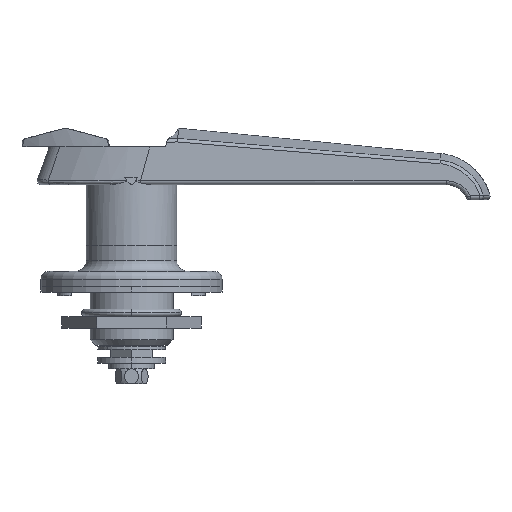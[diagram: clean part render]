
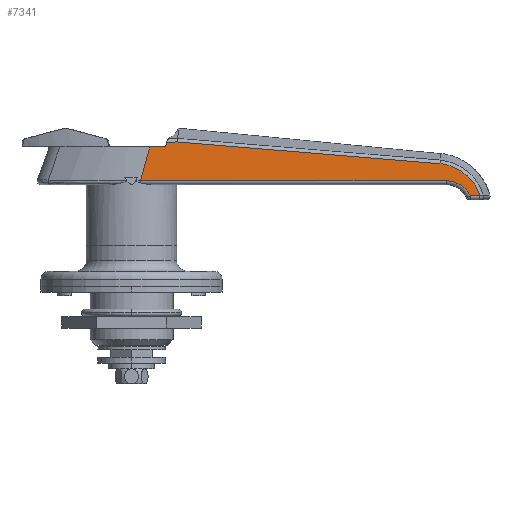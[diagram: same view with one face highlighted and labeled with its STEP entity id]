
A CAD part, left-side view. The second image highlights one B-rep face of the part: STEP entity #7341.
In plain terms, the highlighted planar face has unit normal (-0.998, -0.054, 0.026).
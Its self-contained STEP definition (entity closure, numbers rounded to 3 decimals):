
#55 = CARTESIAN_POINT ( 'NONE',  ( -7.275, -85.772, 4.481 ) ) ;
#149 = CARTESIAN_POINT ( 'NONE',  ( -11.9, -2.371, 1.026 ) ) ;
#264 = EDGE_CURVE ( 'NONE', #1818, #1198, #9157, .T. ) ;
#480 = CARTESIAN_POINT ( 'NONE',  ( -7.467, -81.724, 5.568 ) ) ;
#517 = VERTEX_POINT ( 'NONE', #149 ) ;
#535 = DIRECTION ( 'NONE',  ( -0.052, 0.995, 0.082 ) ) ;
#597 = CARTESIAN_POINT ( 'NONE',  ( -7.467, -81.724, 5.568 ) ) ;
#721 = CARTESIAN_POINT ( 'NONE',  ( -7.35, -84.082, 5.13 ) ) ;
#724 = FACE_OUTER_BOUND ( 'NONE', #5299, .T. ) ;
#730 = EDGE_CURVE ( 'NONE', #517, #3246, #8346, .T. ) ;
#765 = CARTESIAN_POINT ( 'NONE',  ( -7.15, -89.232, 2.11 ) ) ;
#964 = EDGE_CURVE ( 'NONE', #3246, #8477, #4663, .T. ) ;
#1035 = ORIENTED_EDGE ( 'NONE', *, *, #730, .T. ) ;
#1198 = VERTEX_POINT ( 'NONE', #2616 ) ;
#1335 = EDGE_CURVE ( 'NONE', #4881, #5626, #4277, .T. ) ;
#1378 = CARTESIAN_POINT ( 'NONE',  ( -7.116, -92.305, -2.974 ) ) ;
#1435 = CARTESIAN_POINT ( 'NONE',  ( -11.304, -9.007, 10. ) ) ;
#1665 = LINE ( 'NONE', #4695, #9088 ) ;
#1732 = PLANE ( 'NONE',  #5706 ) ;
#1744 = CARTESIAN_POINT ( 'NONE',  ( -11.254, -9.308, 11.278 ) ) ;
#1818 = VERTEX_POINT ( 'NONE', #1435 ) ;
#2281 = B_SPLINE_CURVE_WITH_KNOTS ( 'NONE', 3,
 ( #7737, #2419, #6378, #2320 ),
 .UNSPECIFIED., .F., .F.,
 ( 4, 4 ),
 ( 0., 0.001 ),
 .UNSPECIFIED. ) ;
#2292 = CARTESIAN_POINT ( 'NONE',  ( -7.116, -92.305, -2.974 ) ) ;
#2320 = CARTESIAN_POINT ( 'NONE',  ( -11.304, -9.007, 10. ) ) ;
#2343 = CARTESIAN_POINT ( 'NONE',  ( -7.436, -82.327, 5.515 ) ) ;
#2373 = B_SPLINE_CURVE_WITH_KNOTS ( 'NONE', 3,
 ( #2292, #6140, #5369, #3001, #4650, #7423, #5897, #3094, #6944, #9937, #765, #4368, #9213, #6193, #4551, #8981, #55, #7655, #721, #9267, #2343, #480 ),
 .UNSPECIFIED., .F., .F.,
 ( 4, 2, 2, 2, 2, 2, 2, 2, 2, 2, 4 ),
 ( 0., 0.002, 0.003, 0.004, 0.005, 0.006, 0.007, 0.009, 0.011, 0.013, 0.014 ),
 .UNSPECIFIED. ) ;
#2419 = CARTESIAN_POINT ( 'NONE',  ( -11.271, -9.208, 10.852 ) ) ;
#2448 = ORIENTED_EDGE ( 'NONE', *, *, #964, .T. ) ;
#2616 = CARTESIAN_POINT ( 'NONE',  ( -11.532, -4.819, 10. ) ) ;
#2702 = ORIENTED_EDGE ( 'NONE', *, *, #264, .T. ) ;
#3001 = CARTESIAN_POINT ( 'NONE',  ( -7.104, -91.57, -1.006 ) ) ;
#3094 = CARTESIAN_POINT ( 'NONE',  ( -7.118, -90.451, 0.784 ) ) ;
#3210 = VERTEX_POINT ( 'NONE', #1378 ) ;
#3246 = VERTEX_POINT ( 'NONE', #7857 ) ;
#3637 = EDGE_CURVE ( 'NONE', #5626, #9161, #4484, .T. ) ;
#3726 = DIRECTION ( 'NONE',  ( 0.054, -0.999, 0. ) ) ;
#3797 = DIRECTION ( 'NONE',  ( 0.998, 0.054, -0.026 ) ) ;
#3871 = EDGE_CURVE ( 'NONE', #9161, #1818, #2281, .T. ) ;
#3908 = ORIENTED_EDGE ( 'NONE', *, *, #1335, .T. ) ;
#3984 = ORIENTED_EDGE ( 'NONE', *, *, #5692, .T. ) ;
#4127 = EDGE_CURVE ( 'NONE', #517, #1198, #6198, .T. ) ;
#4277 = LINE ( 'NONE', #8986, #6485 ) ;
#4368 = CARTESIAN_POINT ( 'NONE',  ( -7.163, -88.785, 2.516 ) ) ;
#4484 = LINE ( 'NONE', #9861, #5368 ) ;
#4551 = CARTESIAN_POINT ( 'NONE',  ( -7.213, -87.345, 3.608 ) ) ;
#4650 = CARTESIAN_POINT ( 'NONE',  ( -7.105, -91.432, -0.74 ) ) ;
#4663 =( BOUNDED_CURVE ( )  B_SPLINE_CURVE ( 3, ( #7689, #5503, #6230, #5555 ),
 .UNSPECIFIED., .F., .F. ) 
 B_SPLINE_CURVE_WITH_KNOTS ( ( 4, 4 ),
 ( 2.02, 3.148 ),
 .UNSPECIFIED. ) 
 CURVE ( )  GEOMETRIC_REPRESENTATION_ITEM ( )  RATIONAL_B_SPLINE_CURVE ( ( 1., 0.897, 0.897, 1. ) ) 
 REPRESENTATION_ITEM ( '' )  );
#4695 = CARTESIAN_POINT ( 'NONE',  ( -6.697, -100.004, -2.974 ) ) ;
#4836 = VECTOR ( 'NONE', #9009, 1000. ) ;
#4881 = VERTEX_POINT ( 'NONE', #597 ) ;
#5037 = EDGE_CURVE ( 'NONE', #8477, #3210, #1665, .T. ) ;
#5299 = EDGE_LOOP ( 'NONE', ( #7762, #7638, #2702, #8537, #1035, #2448, #9168, #3984, #3908 ) ) ;
#5368 = VECTOR ( 'NONE', #9140, 1000. ) ;
#5369 = CARTESIAN_POINT ( 'NONE',  ( -7.105, -91.949, -1.821 ) ) ;
#5425 = DIRECTION ( 'NONE',  ( 0.04, -0.263, 0.964 ) ) ;
#5503 = CARTESIAN_POINT ( 'NONE',  ( -7.344, -86.179, 1.026 ) ) ;
#5555 = CARTESIAN_POINT ( 'NONE',  ( -7.256, -89.722, -2.974 ) ) ;
#5626 = VERTEX_POINT ( 'NONE', #7181 ) ;
#5692 = EDGE_CURVE ( 'NONE', #3210, #4881, #2373, .T. ) ;
#5706 = AXIS2_PLACEMENT_3D ( 'NONE', #9272, #3797, #9323 ) ;
#5897 = CARTESIAN_POINT ( 'NONE',  ( -7.109, -90.969, 0.038 ) ) ;
#6140 = CARTESIAN_POINT ( 'NONE',  ( -7.109, -92.154, -2.385 ) ) ;
#6193 = CARTESIAN_POINT ( 'NONE',  ( -7.195, -87.841, 3.271 ) ) ;
#6198 = LINE ( 'NONE', #9325, #7326 ) ;
#6230 = CARTESIAN_POINT ( 'NONE',  ( -7.255, -88.53, -0.461 ) ) ;
#6253 = CARTESIAN_POINT ( 'NONE',  ( -7.256, -89.722, -2.974 ) ) ;
#6378 = CARTESIAN_POINT ( 'NONE',  ( -11.288, -9.108, 10.426 ) ) ;
#6485 = VECTOR ( 'NONE', #535, 1000. ) ;
#6680 = CARTESIAN_POINT ( 'NONE',  ( -7.498, -83.342, 1.026 ) ) ;
#6944 = CARTESIAN_POINT ( 'NONE',  ( -7.127, -90.069, 1.248 ) ) ;
#7181 = CARTESIAN_POINT ( 'NONE',  ( -11.092, -12.275, 11.322 ) ) ;
#7326 = VECTOR ( 'NONE', #5425, 1000. ) ;
#7341 = ADVANCED_FACE ( 'NONE', ( #724 ), #1732, .F. ) ;
#7423 = CARTESIAN_POINT ( 'NONE',  ( -7.107, -91.132, -0.218 ) ) ;
#7444 = VECTOR ( 'NONE', #3726, 1000. ) ;
#7638 = ORIENTED_EDGE ( 'NONE', *, *, #3871, .T. ) ;
#7655 = CARTESIAN_POINT ( 'NONE',  ( -7.324, -84.653, 4.942 ) ) ;
#7689 = CARTESIAN_POINT ( 'NONE',  ( -7.495, -83.397, 1.026 ) ) ;
#7737 = CARTESIAN_POINT ( 'NONE',  ( -11.254, -9.308, 11.278 ) ) ;
#7762 = ORIENTED_EDGE ( 'NONE', *, *, #3637, .T. ) ;
#7795 = DIRECTION ( 'NONE',  ( 0.054, -0.999, 0. ) ) ;
#7857 = CARTESIAN_POINT ( 'NONE',  ( -7.495, -83.397, 1.026 ) ) ;
#8346 = LINE ( 'NONE', #6680, #7444 ) ;
#8477 = VERTEX_POINT ( 'NONE', #6253 ) ;
#8537 = ORIENTED_EDGE ( 'NONE', *, *, #4127, .F. ) ;
#8981 = CARTESIAN_POINT ( 'NONE',  ( -7.253, -86.311, 4.213 ) ) ;
#8986 = CARTESIAN_POINT ( 'NONE',  ( -6.496, -100.327, 4.027 ) ) ;
#9009 = DIRECTION ( 'NONE',  ( -0.054, 0.999, 0. ) ) ;
#9056 = CARTESIAN_POINT ( 'NONE',  ( -6.358, -99.986, 10. ) ) ;
#9088 = VECTOR ( 'NONE', #7795, 1000. ) ;
#9140 = DIRECTION ( 'NONE',  ( -0.055, 0.998, -0.015 ) ) ;
#9157 = LINE ( 'NONE', #9056, #4836 ) ;
#9161 = VERTEX_POINT ( 'NONE', #1744 ) ;
#9168 = ORIENTED_EDGE ( 'NONE', *, *, #5037, .T. ) ;
#9213 = CARTESIAN_POINT ( 'NONE',  ( -7.171, -88.553, 2.712 ) ) ;
#9267 = CARTESIAN_POINT ( 'NONE',  ( -7.406, -82.92, 5.418 ) ) ;
#9272 = CARTESIAN_POINT ( 'NONE',  ( -6.619, -100., 0. ) ) ;
#9323 = DIRECTION ( 'NONE',  ( -0.054, 0.999, 0. ) ) ;
#9325 = CARTESIAN_POINT ( 'NONE',  ( -11.635, -4.137, 7.5 ) ) ;
#9861 = CARTESIAN_POINT ( 'NONE',  ( -6.3, -99.798, 12.606 ) ) ;
#9937 = CARTESIAN_POINT ( 'NONE',  ( -7.143, -89.447, 1.9 ) ) ;
